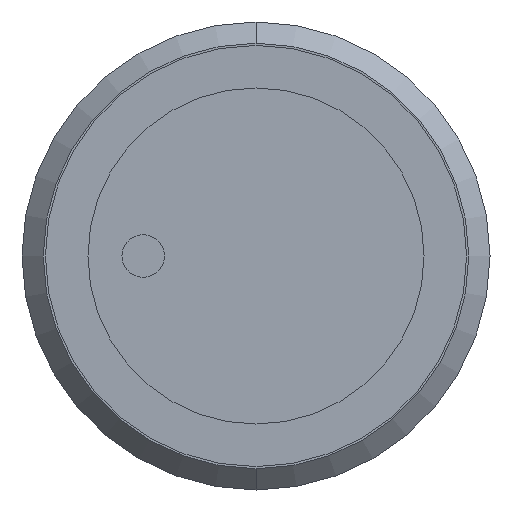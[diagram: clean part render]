
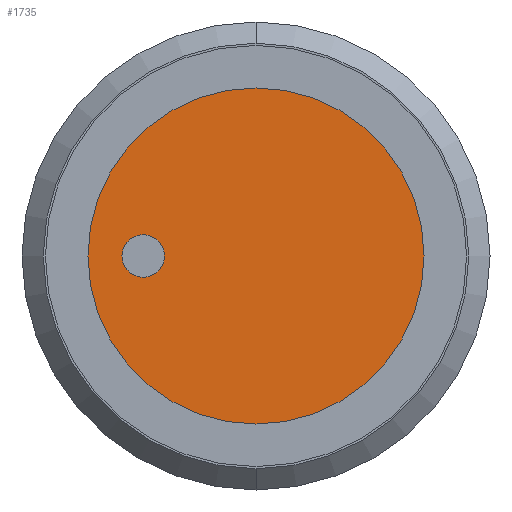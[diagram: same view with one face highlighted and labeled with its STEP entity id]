
A CAD part, front view. The second image highlights one B-rep face of the part: STEP entity #1735.
In plain terms, the highlighted planar face has unit normal (0, -1, 0).
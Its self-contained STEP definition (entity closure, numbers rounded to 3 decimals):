
#24 = AXIS2_PLACEMENT_3D ( 'NONE', #2269, #2215, #2212 ) ;
#141 = EDGE_CURVE ( 'NONE', #885, #919, #1284, .T. ) ;
#156 = EDGE_CURVE ( 'NONE', #906, #985, #1272, .T. ) ;
#160 = EDGE_CURVE ( 'NONE', #919, #885, #1277, .T. ) ;
#238 = AXIS2_PLACEMENT_3D ( 'NONE', #764, #763, #762 ) ;
#247 = AXIS2_PLACEMENT_3D ( 'NONE', #816, #815, #814 ) ;
#248 = AXIS2_PLACEMENT_3D ( 'NONE', #848, #831, #830 ) ;
#254 = AXIS2_PLACEMENT_3D ( 'NONE', #928, #923, #922 ) ;
#270 = EDGE_CURVE ( 'NONE', #985, #906, #1351, .T. ) ;
#611 = CARTESIAN_POINT ( 'NONE',  ( -5.3, 0., 1. ) ) ;
#647 = CARTESIAN_POINT ( 'NONE',  ( 0., 0., -9.6 ) ) ;
#656 = CARTESIAN_POINT ( 'NONE',  ( -5.3, 0., -1. ) ) ;
#664 = CARTESIAN_POINT ( 'NONE',  ( 0., 0., 9.6 ) ) ;
#762 = DIRECTION ( 'NONE',  ( 0., 0., -1. ) ) ;
#763 = DIRECTION ( 'NONE',  ( 0., -1., 0. ) ) ;
#764 = CARTESIAN_POINT ( 'NONE',  ( -5.3, 0., 0. ) ) ;
#814 = DIRECTION ( 'NONE',  ( 0., 0., 1. ) ) ;
#815 = DIRECTION ( 'NONE',  ( 0., -1., 0. ) ) ;
#816 = CARTESIAN_POINT ( 'NONE',  ( 0., 0., 0. ) ) ;
#830 = DIRECTION ( 'NONE',  ( 0., 0., -1. ) ) ;
#831 = DIRECTION ( 'NONE',  ( 0., -1., 0. ) ) ;
#848 = CARTESIAN_POINT ( 'NONE',  ( -5.3, 0., 0. ) ) ;
#885 = VERTEX_POINT ( 'NONE', #664 ) ;
#906 = VERTEX_POINT ( 'NONE', #656 ) ;
#919 = VERTEX_POINT ( 'NONE', #647 ) ;
#922 = DIRECTION ( 'NONE',  ( 0., 0., 1. ) ) ;
#923 = DIRECTION ( 'NONE',  ( 0., -1., 0. ) ) ;
#928 = CARTESIAN_POINT ( 'NONE',  ( 0., 0., 0. ) ) ;
#930 = EDGE_LOOP ( 'NONE', ( #1346, #1386 ) ) ;
#940 = EDGE_LOOP ( 'NONE', ( #1571, #1488 ) ) ;
#985 = VERTEX_POINT ( 'NONE', #611 ) ;
#1242 = FACE_OUTER_BOUND ( 'NONE', #940, .T. ) ;
#1246 = FACE_BOUND ( 'NONE', #930, .T. ) ;
#1272 = CIRCLE ( 'NONE', #248, 1. ) ;
#1277 = CIRCLE ( 'NONE', #247, 9.6 ) ;
#1284 = CIRCLE ( 'NONE', #254, 9.6 ) ;
#1346 = ORIENTED_EDGE ( 'NONE', *, *, #156, .F. ) ;
#1351 = CIRCLE ( 'NONE', #238, 1. ) ;
#1386 = ORIENTED_EDGE ( 'NONE', *, *, #270, .F. ) ;
#1488 = ORIENTED_EDGE ( 'NONE', *, *, #160, .T. ) ;
#1571 = ORIENTED_EDGE ( 'NONE', *, *, #141, .T. ) ;
#1735 = ADVANCED_FACE ( 'NONE', ( #1246, #1242 ), #2230, .F. ) ;
#2212 = DIRECTION ( 'NONE',  ( 0., 0., 1. ) ) ;
#2215 = DIRECTION ( 'NONE',  ( 0., 1., 0. ) ) ;
#2230 = PLANE ( 'NONE',  #24 ) ;
#2269 = CARTESIAN_POINT ( 'NONE',  ( 0., 0., 0. ) ) ;
